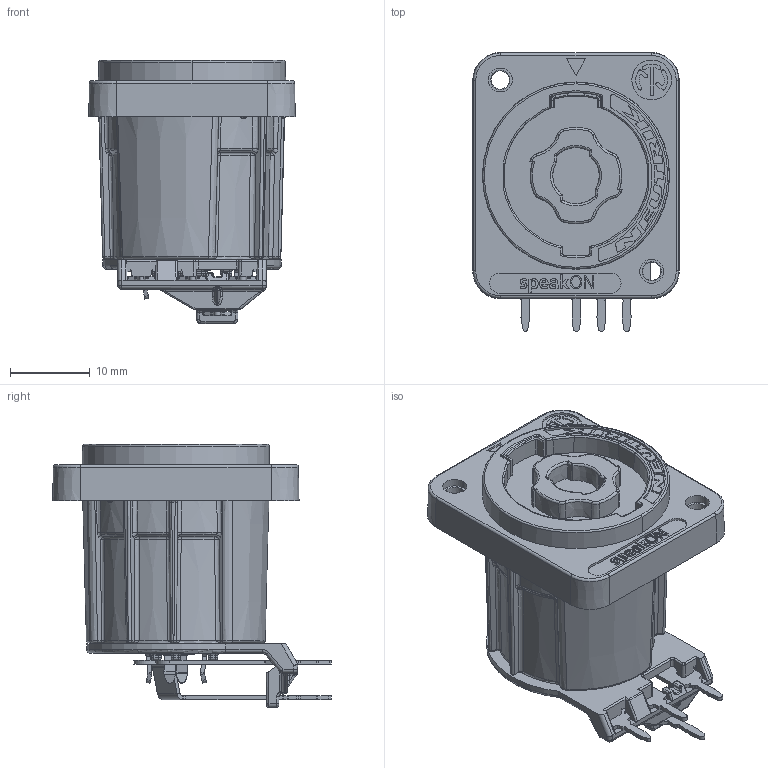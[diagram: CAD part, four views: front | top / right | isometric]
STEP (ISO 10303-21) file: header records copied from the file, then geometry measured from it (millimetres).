
FILE_DESCRIPTION((''),'2;1');
FILE_NAME('30010180','2023-07-19T10:57:26',('SYSTEM'),(''),'CREO PARAMETRIC BY PTC INC, 2021184','CREO PARAMETRIC BY PTC INC, 2021184','');
FILE_SCHEMA(('CONFIG_CONTROL_DESIGN'));
Products named in the file (1): 30010180
Bounding box: 25.9 x 34.95 x 33 mm (x, y, z)
Volume: 10879.1 mm3; surface area: 6065 mm2
Topology: 1 solids, 7 shells, 1718 faces, 4229 edges, 2564 vertices
Faces by surface type: plane 539, cylinder 429, bspline 309, extrusion 182, cone 88, sphere 88, torus 83
Entity records: 67384 total; most frequent: CARTESIAN_POINT 29693, ORIENTED_EDGE 8458, DIRECTION 6778, EDGE_CURVE 4229, VERTEX_POINT 2564, AXIS2_PLACEMENT_3D 2322, VECTOR 2134, LINE 1952
